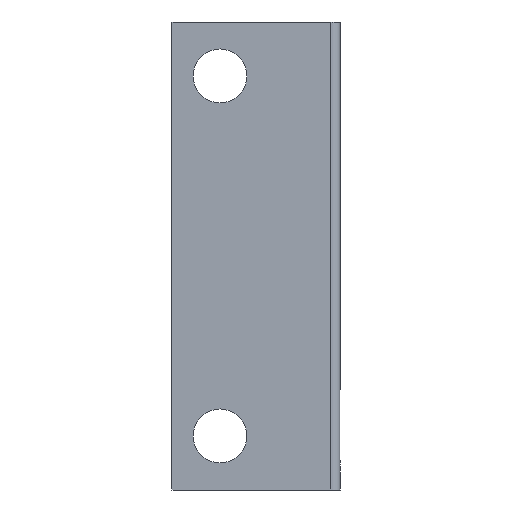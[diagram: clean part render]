
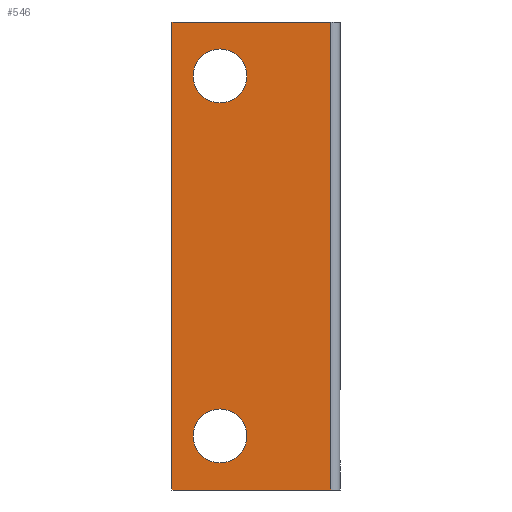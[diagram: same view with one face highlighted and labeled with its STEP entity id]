
A CAD part, front view. The second image highlights one B-rep face of the part: STEP entity #546.
In plain terms, the highlighted planar face has unit normal (0, -1, 0).
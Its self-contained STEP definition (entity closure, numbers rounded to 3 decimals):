
#12 = CIRCLE ( 'NONE', #1103, 4.5 ) ;
#125 = CARTESIAN_POINT ( 'NONE',  ( 119., -808., 34. ) ) ;
#140 = DIRECTION ( 'NONE',  ( 0., 0., 1. ) ) ;
#142 = DIRECTION ( 'NONE',  ( 1., 0., 0. ) ) ;
#143 = CARTESIAN_POINT ( 'NONE',  ( 111., -808., 25. ) ) ;
#147 = DIRECTION ( 'NONE',  ( 0., -1., 0. ) ) ;
#166 = CARTESIAN_POINT ( 'NONE',  ( 119., -808., 34. ) ) ;
#168 = DIRECTION ( 'NONE',  ( 0., 0., -1. ) ) ;
#170 = CARTESIAN_POINT ( 'NONE',  ( 111., -808., 103. ) ) ;
#172 = DIRECTION ( 'NONE',  ( 0., 0., 1. ) ) ;
#173 = DIRECTION ( 'NONE',  ( 0., -1., 0. ) ) ;
#209 = CARTESIAN_POINT ( 'NONE',  ( 111., -808., 103. ) ) ;
#212 = CARTESIAN_POINT ( 'NONE',  ( 137.5, -808., 103. ) ) ;
#213 = DIRECTION ( 'NONE',  ( 0., 0., 1. ) ) ;
#216 = DIRECTION ( 'NONE',  ( 1., 0., 0. ) ) ;
#217 = CARTESIAN_POINT ( 'NONE',  ( 119., -808., 94. ) ) ;
#295 = DIRECTION ( 'NONE',  ( 0., 0., 1. ) ) ;
#296 = DIRECTION ( 'NONE',  ( 0., -1., 0. ) ) ;
#323 = DIRECTION ( 'NONE',  ( 0., -1., 0. ) ) ;
#326 = CARTESIAN_POINT ( 'NONE',  ( 119., -808., 94. ) ) ;
#335 = DIRECTION ( 'NONE',  ( 0., 0., 1. ) ) ;
#341 = LINE ( 'NONE', #170, #412 ) ;
#344 = LINE ( 'NONE', #209, #414 ) ;
#412 = VECTOR ( 'NONE', #168, 1000. ) ;
#414 = VECTOR ( 'NONE', #216, 1000. ) ;
#415 = VECTOR ( 'NONE', #213, 1000. ) ;
#433 = LINE ( 'NONE', #212, #415 ) ;
#501 = FACE_BOUND ( 'NONE', #1379, .T. ) ;
#505 = FACE_OUTER_BOUND ( 'NONE', #1554, .T. ) ;
#507 = FACE_BOUND ( 'NONE', #1567, .T. ) ;
#546 = ADVANCED_FACE ( 'NONE', ( #507, #505, #501 ), #798, .F. ) ;
#560 = CIRCLE ( 'NONE', #1196, 4.5 ) ;
#584 = CARTESIAN_POINT ( 'NONE',  ( 111., -808., 25. ) ) ;
#592 = VERTEX_POINT ( 'NONE', #584 ) ;
#636 = VERTEX_POINT ( 'NONE', #700 ) ;
#657 = VERTEX_POINT ( 'NONE', #951 ) ;
#671 = CARTESIAN_POINT ( 'NONE',  ( 119., -808., 98.5 ) ) ;
#700 = CARTESIAN_POINT ( 'NONE',  ( 137.5, -808., 103. ) ) ;
#711 = CARTESIAN_POINT ( 'NONE',  ( 111., -808., 103. ) ) ;
#730 = VERTEX_POINT ( 'NONE', #711 ) ;
#793 = VERTEX_POINT ( 'NONE', #825 ) ;
#797 = CARTESIAN_POINT ( 'NONE',  ( 111., -808., 103. ) ) ;
#798 = PLANE ( 'NONE',  #1200 ) ;
#802 = DIRECTION ( 'NONE',  ( 0., 1., 0. ) ) ;
#825 = CARTESIAN_POINT ( 'NONE',  ( 137.5, -808., 25. ) ) ;
#851 = VERTEX_POINT ( 'NONE', #917 ) ;
#917 = CARTESIAN_POINT ( 'NONE',  ( 119., -808., 38.5 ) ) ;
#920 = VERTEX_POINT ( 'NONE', #945 ) ;
#945 = CARTESIAN_POINT ( 'NONE',  ( 119., -808., 29.5 ) ) ;
#951 = CARTESIAN_POINT ( 'NONE',  ( 119., -808., 89.5 ) ) ;
#965 = VERTEX_POINT ( 'NONE', #671 ) ;
#995 = DIRECTION ( 'NONE',  ( 0., 0., 1. ) ) ;
#1070 = EDGE_CURVE ( 'NONE', #793, #636, #433, .T. ) ;
#1071 = EDGE_CURVE ( 'NONE', #730, #636, #344, .T. ) ;
#1077 = EDGE_CURVE ( 'NONE', #657, #965, #1426, .T. ) ;
#1079 = EDGE_CURVE ( 'NONE', #730, #592, #341, .T. ) ;
#1080 = EDGE_CURVE ( 'NONE', #920, #851, #1462, .T. ) ;
#1082 = EDGE_CURVE ( 'NONE', #592, #793, #1454, .T. ) ;
#1103 = AXIS2_PLACEMENT_3D ( 'NONE', #125, #323, #335 ) ;
#1170 = AXIS2_PLACEMENT_3D ( 'NONE', #217, #173, #172 ) ;
#1176 = AXIS2_PLACEMENT_3D ( 'NONE', #166, #147, #140 ) ;
#1196 = AXIS2_PLACEMENT_3D ( 'NONE', #326, #296, #295 ) ;
#1200 = AXIS2_PLACEMENT_3D ( 'NONE', #797, #802, #995 ) ;
#1210 = EDGE_CURVE ( 'NONE', #851, #920, #12, .T. ) ;
#1238 = EDGE_CURVE ( 'NONE', #965, #657, #560, .T. ) ;
#1379 = EDGE_LOOP ( 'NONE', ( #1553, #1585 ) ) ;
#1394 = ORIENTED_EDGE ( 'NONE', *, *, #1080, .F. ) ;
#1426 = CIRCLE ( 'NONE', #1170, 4.5 ) ;
#1440 = VECTOR ( 'NONE', #142, 1000. ) ;
#1454 = LINE ( 'NONE', #143, #1440 ) ;
#1462 = CIRCLE ( 'NONE', #1176, 4.5 ) ;
#1503 = ORIENTED_EDGE ( 'NONE', *, *, #1070, .T. ) ;
#1504 = ORIENTED_EDGE ( 'NONE', *, *, #1071, .F. ) ;
#1553 = ORIENTED_EDGE ( 'NONE', *, *, #1077, .F. ) ;
#1554 = EDGE_LOOP ( 'NONE', ( #1603, #1503, #1504, #1564 ) ) ;
#1564 = ORIENTED_EDGE ( 'NONE', *, *, #1079, .T. ) ;
#1567 = EDGE_LOOP ( 'NONE', ( #1394, #1605 ) ) ;
#1585 = ORIENTED_EDGE ( 'NONE', *, *, #1238, .F. ) ;
#1603 = ORIENTED_EDGE ( 'NONE', *, *, #1082, .T. ) ;
#1605 = ORIENTED_EDGE ( 'NONE', *, *, #1210, .F. ) ;
